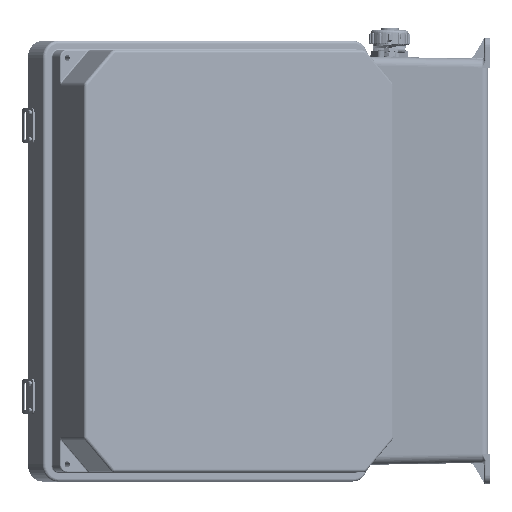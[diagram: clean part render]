
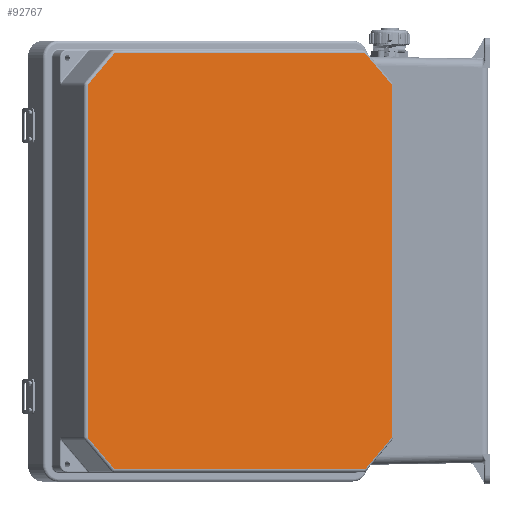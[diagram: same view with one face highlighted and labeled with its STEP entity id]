
A CAD part, left-side view. The second image highlights one B-rep face of the part: STEP entity #92767.
In plain terms, the highlighted face is planar.
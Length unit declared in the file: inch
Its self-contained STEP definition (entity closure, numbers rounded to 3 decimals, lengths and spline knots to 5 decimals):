
#400 = ORIENTED_EDGE ( 'NONE', *, *, #98059, .T. ) ;
#2053 = EDGE_CURVE ( 'NONE', #87115, #5723, #35352, .T. ) ;
#2923 = CARTESIAN_POINT ( 'NONE',  ( -5.09763, 3.24803, -0.5 ) ) ;
#4341 = DIRECTION ( 'NONE',  ( 0., -1., 0. ) ) ;
#4456 = ORIENTED_EDGE ( 'NONE', *, *, #34712, .T. ) ;
#5174 = VECTOR ( 'NONE', #88020, 39.37008 ) ;
#5196 = LINE ( 'NONE', #79170, #5174 ) ;
#5723 = VERTEX_POINT ( 'NONE', #40718 ) ;
#6264 = CARTESIAN_POINT ( 'NONE',  ( 0., 3.24803, -0.32283 ) ) ;
#6494 = CARTESIAN_POINT ( 'NONE',  ( -6.15748, 3.24803, -13.75511 ) ) ;
#7215 = CARTESIAN_POINT ( 'NONE',  ( -5.09763, 3.24803, -14.8937 ) ) ;
#7963 = DIRECTION ( 'NONE',  ( 0., 0., -1. ) ) ;
#9709 = CARTESIAN_POINT ( 'NONE',  ( 5.09763, 3.24803, -0.5 ) ) ;
#9873 = ORIENTED_EDGE ( 'NONE', *, *, #2053, .F. ) ;
#10070 = VECTOR ( 'NONE', #33187, 39.37008 ) ;
#10423 = DIRECTION ( 'NONE',  ( 1., 0., 0. ) ) ;
#10575 = LINE ( 'NONE', #111682, #10070 ) ;
#11230 = AXIS2_PLACEMENT_3D ( 'NONE', #97926, #45463, #106640 ) ;
#11530 = EDGE_CURVE ( 'NONE', #22202, #52314, #87974, .T. ) ;
#11680 = DIRECTION ( 'NONE',  ( 0., 0., 1. ) ) ;
#14243 = AXIS2_PLACEMENT_3D ( 'NONE', #56880, #4341, #65749 ) ;
#14667 = EDGE_CURVE ( 'NONE', #17416, #73855, #97925, .T. ) ;
#15096 = DIRECTION ( 'NONE',  ( 0., 1., 0. ) ) ;
#15342 = DIRECTION ( 'NONE',  ( 0., 0., -1. ) ) ;
#16768 = AXIS2_PLACEMENT_3D ( 'NONE', #44748, #42020, #41707 ) ;
#16970 = CARTESIAN_POINT ( 'NONE',  ( -6.23622, 3.24803, -13.75511 ) ) ;
#17416 = VERTEX_POINT ( 'NONE', #60699 ) ;
#18518 = DIRECTION ( 'NONE',  ( 0., 0., 1. ) ) ;
#19309 = AXIS2_PLACEMENT_3D ( 'NONE', #6494, #67960, #15342 ) ;
#19962 = VERTEX_POINT ( 'NONE', #48329 ) ;
#20079 = ORIENTED_EDGE ( 'NONE', *, *, #77929, .F. ) ;
#22202 = VERTEX_POINT ( 'NONE', #30952 ) ;
#22437 = ORIENTED_EDGE ( 'NONE', *, *, #14667, .T. ) ;
#22702 = CARTESIAN_POINT ( 'NONE',  ( 5.09763, 3.24803, -0.42126 ) ) ;
#24126 = CARTESIAN_POINT ( 'NONE',  ( -6.21316, 3.24803, -1.50418 ) ) ;
#25649 = ORIENTED_EDGE ( 'NONE', *, *, #104375, .T. ) ;
#26312 = CARTESIAN_POINT ( 'NONE',  ( 6.21316, 3.24803, -13.81078 ) ) ;
#26433 = CIRCLE ( 'NONE', #53787, 0.07874 ) ;
#27473 = CARTESIAN_POINT ( 'NONE',  ( 5.1533, 3.24803, -0.44432 ) ) ;
#28042 = AXIS2_PLACEMENT_3D ( 'NONE', #9709, #71121, #18518 ) ;
#29610 = ORIENTED_EDGE ( 'NONE', *, *, #108962, .T. ) ;
#30952 = CARTESIAN_POINT ( 'NONE',  ( -6.23622, 3.24803, -1.55985 ) ) ;
#32259 = EDGE_CURVE ( 'NONE', #101466, #41248, #35198, .T. ) ;
#32612 = AXIS2_PLACEMENT_3D ( 'NONE', #6264, #15096, #76473 ) ;
#33187 = DIRECTION ( 'NONE',  ( -0.707, 0., 0.707 ) ) ;
#33459 = VERTEX_POINT ( 'NONE', #26312 ) ;
#34712 = EDGE_CURVE ( 'NONE', #48024, #52314, #66137, .T. ) ;
#34735 = VECTOR ( 'NONE', #75694, 39.37008 ) ;
#34797 = CARTESIAN_POINT ( 'NONE',  ( 6.23622, 3.24803, -7.65748 ) ) ;
#35198 = LINE ( 'NONE', #49227, #34735 ) ;
#35352 = CIRCLE ( 'NONE', #16768, 0.07874 ) ;
#35710 = EDGE_CURVE ( 'NONE', #33459, #73855, #38186, .T. ) ;
#36929 = CARTESIAN_POINT ( 'NONE',  ( 6.15748, 3.24803, -1.55985 ) ) ;
#37690 = CIRCLE ( 'NONE', #28042, 0.07874 ) ;
#37734 = ORIENTED_EDGE ( 'NONE', *, *, #66920, .T. ) ;
#38186 = CIRCLE ( 'NONE', #14243, 0.07874 ) ;
#39749 = DIRECTION ( 'NONE',  ( 0.707, 0., 0.707 ) ) ;
#40718 = CARTESIAN_POINT ( 'NONE',  ( 5.1533, 3.24803, -14.87064 ) ) ;
#41171 = LINE ( 'NONE', #83492, #108304 ) ;
#41248 = VERTEX_POINT ( 'NONE', #24126 ) ;
#41707 = DIRECTION ( 'NONE',  ( 0., 0., -1. ) ) ;
#42020 = DIRECTION ( 'NONE',  ( 0., -1., 0. ) ) ;
#42487 = ORIENTED_EDGE ( 'NONE', *, *, #32259, .F. ) ;
#43900 = CARTESIAN_POINT ( 'NONE',  ( -6.15748, 3.24803, -1.55985 ) ) ;
#44748 = CARTESIAN_POINT ( 'NONE',  ( 5.09763, 3.24803, -14.81496 ) ) ;
#45463 = DIRECTION ( 'NONE',  ( 0., 1., 0. ) ) ;
#45792 = DIRECTION ( 'NONE',  ( 0., 0., 1. ) ) ;
#48024 = VERTEX_POINT ( 'NONE', #54454 ) ;
#48329 = CARTESIAN_POINT ( 'NONE',  ( 6.21316, 3.24803, -1.50418 ) ) ;
#48391 = ORIENTED_EDGE ( 'NONE', *, *, #52506, .F. ) ;
#49227 = CARTESIAN_POINT ( 'NONE',  ( -6.21316, 3.24803, -1.50418 ) ) ;
#50188 = CARTESIAN_POINT ( 'NONE',  ( -5.1533, 3.24803, -0.44432 ) ) ;
#51205 = VERTEX_POINT ( 'NONE', #107131 ) ;
#51221 = CIRCLE ( 'NONE', #68199, 0.07874 ) ;
#52314 = VERTEX_POINT ( 'NONE', #16970 ) ;
#52506 = EDGE_CURVE ( 'NONE', #75826, #87115, #59468, .T. ) ;
#52682 = DIRECTION ( 'NONE',  ( 0., 0., 1. ) ) ;
#52850 = VERTEX_POINT ( 'NONE', #112235 ) ;
#53787 = AXIS2_PLACEMENT_3D ( 'NONE', #2923, #64273, #11680 ) ;
#54376 = DIRECTION ( 'NONE',  ( 1., 0., 0. ) ) ;
#54454 = CARTESIAN_POINT ( 'NONE',  ( -6.21316, 3.24803, -13.81078 ) ) ;
#55623 = VERTEX_POINT ( 'NONE', #22702 ) ;
#56880 = CARTESIAN_POINT ( 'NONE',  ( 6.15748, 3.24803, -13.75511 ) ) ;
#58295 = VECTOR ( 'NONE', #10423, 39.37008 ) ;
#58453 = PLANE ( 'NONE',  #32612 ) ;
#59468 = LINE ( 'NONE', #71836, #58295 ) ;
#60699 = CARTESIAN_POINT ( 'NONE',  ( 6.23622, 3.24803, -1.55985 ) ) ;
#61804 = FACE_OUTER_BOUND ( 'NONE', #99680, .T. ) ;
#62036 = EDGE_CURVE ( 'NONE', #41248, #22202, #108246, .T. ) ;
#64273 = DIRECTION ( 'NONE',  ( 0., -1., 0. ) ) ;
#65749 = DIRECTION ( 'NONE',  ( 0., 0., -1. ) ) ;
#66137 = CIRCLE ( 'NONE', #19309, 0.07874 ) ;
#66920 = EDGE_CURVE ( 'NONE', #52850, #55623, #71435, .T. ) ;
#67960 = DIRECTION ( 'NONE',  ( 0., 1., 0. ) ) ;
#68199 = AXIS2_PLACEMENT_3D ( 'NONE', #36929, #98271, #45792 ) ;
#68594 = ORIENTED_EDGE ( 'NONE', *, *, #11530, .F. ) ;
#71121 = DIRECTION ( 'NONE',  ( 0., 1., 0. ) ) ;
#71230 = VECTOR ( 'NONE', #54376, 39.37008 ) ;
#71435 = LINE ( 'NONE', #72041, #71230 ) ;
#71836 = CARTESIAN_POINT ( 'NONE',  ( 5.09763, 3.24803, -14.8937 ) ) ;
#72041 = CARTESIAN_POINT ( 'NONE',  ( 5.09763, 3.24803, -0.42126 ) ) ;
#73855 = VERTEX_POINT ( 'NONE', #90704 ) ;
#75694 = DIRECTION ( 'NONE',  ( -0.707, 0., -0.707 ) ) ;
#75826 = VERTEX_POINT ( 'NONE', #7215 ) ;
#76262 = EDGE_CURVE ( 'NONE', #51205, #48024, #10575, .T. ) ;
#76402 = EDGE_CURVE ( 'NONE', #99091, #19962, #5196, .T. ) ;
#76473 = DIRECTION ( 'NONE',  ( 0., 0., 1. ) ) ;
#77929 = EDGE_CURVE ( 'NONE', #52850, #101466, #26433, .T. ) ;
#79170 = CARTESIAN_POINT ( 'NONE',  ( 6.21316, 3.24803, -1.50418 ) ) ;
#79675 = ORIENTED_EDGE ( 'NONE', *, *, #84687, .F. ) ;
#81860 = CARTESIAN_POINT ( 'NONE',  ( -6.23622, 3.24803, -7.65748 ) ) ;
#83492 = CARTESIAN_POINT ( 'NONE',  ( 6.21316, 3.24803, -13.81078 ) ) ;
#84687 = EDGE_CURVE ( 'NONE', #5723, #33459, #41171, .T. ) ;
#87115 = VERTEX_POINT ( 'NONE', #102152 ) ;
#87974 = LINE ( 'NONE', #81860, #96428 ) ;
#88020 = DIRECTION ( 'NONE',  ( 0.707, 0., -0.707 ) ) ;
#89214 = ORIENTED_EDGE ( 'NONE', *, *, #76262, .T. ) ;
#90704 = CARTESIAN_POINT ( 'NONE',  ( 6.23622, 3.24803, -13.75511 ) ) ;
#90834 = DIRECTION ( 'NONE',  ( 0., 0., -1. ) ) ;
#91719 = CIRCLE ( 'NONE', #11230, 0.07874 ) ;
#92767 = ADVANCED_FACE ( 'NONE', ( #61804 ), #58453, .T. ) ;
#96428 = VECTOR ( 'NONE', #90834, 39.37008 ) ;
#96878 = VECTOR ( 'NONE', #7963, 39.37008 ) ;
#97925 = LINE ( 'NONE', #34797, #96878 ) ;
#97926 = CARTESIAN_POINT ( 'NONE',  ( -5.09763, 3.24803, -14.81496 ) ) ;
#98059 = EDGE_CURVE ( 'NONE', #55623, #99091, #37690, .T. ) ;
#98271 = DIRECTION ( 'NONE',  ( 0., 1., 0. ) ) ;
#99091 = VERTEX_POINT ( 'NONE', #27473 ) ;
#99680 = EDGE_LOOP ( 'NONE', ( #29610, #22437, #103267, #79675, #9873, #48391, #25649, #89214, #4456, #68594, #113544, #42487, #20079, #37734, #400, #105861 ) ) ;
#101246 = AXIS2_PLACEMENT_3D ( 'NONE', #43900, #105126, #52682 ) ;
#101466 = VERTEX_POINT ( 'NONE', #50188 ) ;
#102152 = CARTESIAN_POINT ( 'NONE',  ( 5.09763, 3.24803, -14.8937 ) ) ;
#103267 = ORIENTED_EDGE ( 'NONE', *, *, #35710, .F. ) ;
#104375 = EDGE_CURVE ( 'NONE', #75826, #51205, #91719, .T. ) ;
#105126 = DIRECTION ( 'NONE',  ( 0., -1., 0. ) ) ;
#105861 = ORIENTED_EDGE ( 'NONE', *, *, #76402, .T. ) ;
#106640 = DIRECTION ( 'NONE',  ( 0., 0., -1. ) ) ;
#107131 = CARTESIAN_POINT ( 'NONE',  ( -5.1533, 3.24803, -14.87064 ) ) ;
#108246 = CIRCLE ( 'NONE', #101246, 0.07874 ) ;
#108304 = VECTOR ( 'NONE', #39749, 39.37008 ) ;
#108962 = EDGE_CURVE ( 'NONE', #19962, #17416, #51221, .T. ) ;
#111682 = CARTESIAN_POINT ( 'NONE',  ( -6.21316, 3.24803, -13.81078 ) ) ;
#112235 = CARTESIAN_POINT ( 'NONE',  ( -5.09763, 3.24803, -0.42126 ) ) ;
#113544 = ORIENTED_EDGE ( 'NONE', *, *, #62036, .F. ) ;
